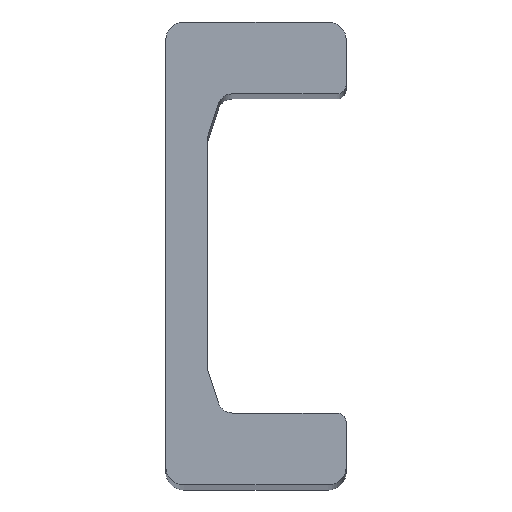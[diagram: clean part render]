
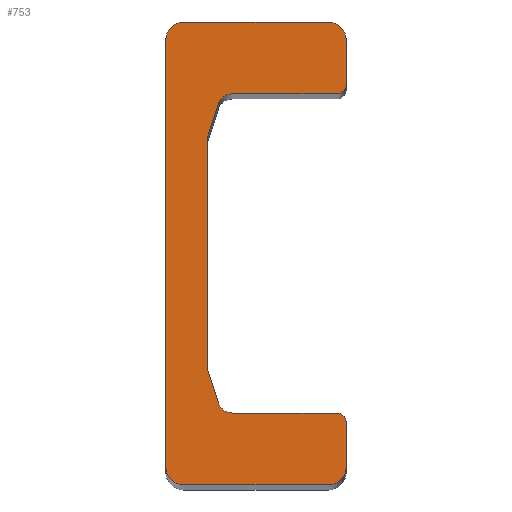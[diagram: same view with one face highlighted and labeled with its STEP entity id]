
A CAD part, top view. The second image highlights one B-rep face of the part: STEP entity #753.
In plain terms, the highlighted planar face has unit normal (0, 0, 1).
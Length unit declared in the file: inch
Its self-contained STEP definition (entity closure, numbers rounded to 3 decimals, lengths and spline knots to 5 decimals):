
#7 = DIRECTION ( 'NONE',  ( 1., 0., 0. ) ) ;
#14 = LINE ( 'NONE', #84, #684 ) ;
#17 = CARTESIAN_POINT ( 'NONE',  ( 1.4685, -2.85827, 0. ) ) ;
#22 = EDGE_CURVE ( 'NONE', #44, #304, #407, .T. ) ;
#33 = CARTESIAN_POINT ( 'NONE',  ( 0.18519, 2.13386, 0. ) ) ;
#34 = CARTESIAN_POINT ( 'NONE',  ( 1.58661, 2.13386, 0. ) ) ;
#36 = LINE ( 'NONE', #721, #683 ) ;
#44 = VERTEX_POINT ( 'NONE', #249 ) ;
#56 = ORIENTED_EDGE ( 'NONE', *, *, #1013, .T. ) ;
#69 = ORIENTED_EDGE ( 'NONE', *, *, #163, .T. ) ;
#73 = EDGE_CURVE ( 'NONE', #129, #547, #14, .T. ) ;
#84 = CARTESIAN_POINT ( 'NONE',  ( 1.4685, -3.09449, 0. ) ) ;
#88 = DIRECTION ( 'NONE',  ( 0., 0., -1. ) ) ;
#93 = DIRECTION ( 'NONE',  ( -1., 0., 0. ) ) ;
#94 = CARTESIAN_POINT ( 'NONE',  ( 1.4685, 3.09449, 0. ) ) ;
#102 = DIRECTION ( 'NONE',  ( 0., 0., 1. ) ) ;
#128 = ORIENTED_EDGE ( 'NONE', *, *, #354, .T. ) ;
#129 = VERTEX_POINT ( 'NONE', #738 ) ;
#138 = CARTESIAN_POINT ( 'NONE',  ( -0.70472, 2.85827, 0. ) ) ;
#151 = VECTOR ( 'NONE', #943, 39.37008 ) ;
#154 = AXIS2_PLACEMENT_3D ( 'NONE', #626, #949, #554 ) ;
#155 = AXIS2_PLACEMENT_3D ( 'NONE', #765, #88, #1099 ) ;
#163 = EDGE_CURVE ( 'NONE', #650, #484, #36, .T. ) ;
#166 = CARTESIAN_POINT ( 'NONE',  ( 1.58661, -2.13386, 0. ) ) ;
#169 = CIRCLE ( 'NONE', #154, 0.11811 ) ;
#179 = DIRECTION ( 'NONE',  ( 1., 0., 0. ) ) ;
#181 = CARTESIAN_POINT ( 'NONE',  ( 1.70472, 2.85827, 0. ) ) ;
#182 = CARTESIAN_POINT ( 'NONE',  ( 0.18519, -2.13386, 0. ) ) ;
#188 = CARTESIAN_POINT ( 'NONE',  ( -0.15354, -1.54331, 0. ) ) ;
#193 = EDGE_CURVE ( 'NONE', #960, #992, #953, .T. ) ;
#199 = CARTESIAN_POINT ( 'NONE',  ( -0.4685, 3.09449, 0. ) ) ;
#203 = AXIS2_PLACEMENT_3D ( 'NONE', #380, #102, #417 ) ;
#216 = CARTESIAN_POINT ( 'NONE',  ( 1.4685, -3.09449, 0. ) ) ;
#228 = EDGE_CURVE ( 'NONE', #1075, #649, #793, .T. ) ;
#232 = VERTEX_POINT ( 'NONE', #34 ) ;
#239 = VECTOR ( 'NONE', #93, 39.37008 ) ;
#248 = CARTESIAN_POINT ( 'NONE',  ( -0.00156, -1.99926, 0. ) ) ;
#249 = CARTESIAN_POINT ( 'NONE',  ( -0.15354, -1.54331, 0. ) ) ;
#258 = LINE ( 'NONE', #1022, #151 ) ;
#267 = EDGE_CURVE ( 'NONE', #808, #1075, #979, .T. ) ;
#284 = CARTESIAN_POINT ( 'NONE',  ( 0.18519, 1.93701, 0. ) ) ;
#289 = ORIENTED_EDGE ( 'NONE', *, *, #193, .T. ) ;
#290 = CARTESIAN_POINT ( 'NONE',  ( 0.18519, -1.93701, 0. ) ) ;
#295 = EDGE_CURVE ( 'NONE', #484, #563, #847, .T. ) ;
#302 = VECTOR ( 'NONE', #1058, 39.37008 ) ;
#303 = DIRECTION ( 'NONE',  ( 0., 0., 1. ) ) ;
#304 = VERTEX_POINT ( 'NONE', #932 ) ;
#316 = CIRCLE ( 'NONE', #935, 0.23622 ) ;
#329 = CARTESIAN_POINT ( 'NONE',  ( -0.15354, 1.54331, 0. ) ) ;
#352 = CARTESIAN_POINT ( 'NONE',  ( 1.70472, -2.25197, 0. ) ) ;
#354 = EDGE_CURVE ( 'NONE', #992, #44, #939, .T. ) ;
#357 = AXIS2_PLACEMENT_3D ( 'NONE', #600, #609, #7 ) ;
#362 = EDGE_CURVE ( 'NONE', #649, #129, #537, .T. ) ;
#378 = ORIENTED_EDGE ( 'NONE', *, *, #481, .T. ) ;
#380 = CARTESIAN_POINT ( 'NONE',  ( -0.4685, 2.85827, 0. ) ) ;
#381 = EDGE_CURVE ( 'NONE', #660, #808, #258, .T. ) ;
#395 = EDGE_LOOP ( 'NONE', ( #56, #872, #648, #740, #378, #1062, #473, #468, #708, #776, #930, #859, #69, #811, #576, #289, #128, #727 ) ) ;
#398 = LINE ( 'NONE', #529, #522 ) ;
#406 = CIRCLE ( 'NONE', #155, 0.19685 ) ;
#407 = LINE ( 'NONE', #1004, #693 ) ;
#410 = LINE ( 'NONE', #329, #995 ) ;
#414 = CARTESIAN_POINT ( 'NONE',  ( -0.00156, 1.99926, 0. ) ) ;
#417 = DIRECTION ( 'NONE',  ( -1., 0., 0. ) ) ;
#436 = DIRECTION ( 'NONE',  ( 0.316, 0.949, 0. ) ) ;
#447 = DIRECTION ( 'NONE',  ( 0., 1., 0. ) ) ;
#463 = VERTEX_POINT ( 'NONE', #414 ) ;
#468 = ORIENTED_EDGE ( 'NONE', *, *, #267, .T. ) ;
#469 = DIRECTION ( 'NONE',  ( 1., 0., 0. ) ) ;
#473 = ORIENTED_EDGE ( 'NONE', *, *, #381, .T. ) ;
#481 = EDGE_CURVE ( 'NONE', #730, #737, #707, .T. ) ;
#484 = VERTEX_POINT ( 'NONE', #352 ) ;
#485 = AXIS2_PLACEMENT_3D ( 'NONE', #290, #1054, #646 ) ;
#522 = VECTOR ( 'NONE', #762, 39.37008 ) ;
#527 = DIRECTION ( 'NONE',  ( 0., 0., 1. ) ) ;
#528 = DIRECTION ( 'NONE',  ( -0.316, 0.949, 0. ) ) ;
#529 = CARTESIAN_POINT ( 'NONE',  ( 1.58661, 2.13386, 0. ) ) ;
#537 = CIRCLE ( 'NONE', #631, 0.23622 ) ;
#543 = FACE_OUTER_BOUND ( 'NONE', #395, .T. ) ;
#547 = VERTEX_POINT ( 'NONE', #216 ) ;
#554 = DIRECTION ( 'NONE',  ( -1., 0., 0. ) ) ;
#563 = VERTEX_POINT ( 'NONE', #977 ) ;
#574 = CIRCLE ( 'NONE', #976, 0.23622 ) ;
#576 = ORIENTED_EDGE ( 'NONE', *, *, #895, .T. ) ;
#598 = EDGE_CURVE ( 'NONE', #737, #660, #316, .T. ) ;
#600 = CARTESIAN_POINT ( 'NONE',  ( 1.58661, -2.25197, 0. ) ) ;
#609 = DIRECTION ( 'NONE',  ( 0., 0., 1. ) ) ;
#618 = CARTESIAN_POINT ( 'NONE',  ( -0.4685, -2.85827, 0. ) ) ;
#626 = CARTESIAN_POINT ( 'NONE',  ( 1.58661, 2.25197, 0. ) ) ;
#631 = AXIS2_PLACEMENT_3D ( 'NONE', #618, #853, #179 ) ;
#646 = DIRECTION ( 'NONE',  ( -1., 0., 0. ) ) ;
#648 = ORIENTED_EDGE ( 'NONE', *, *, #681, .T. ) ;
#649 = VERTEX_POINT ( 'NONE', #987 ) ;
#650 = VERTEX_POINT ( 'NONE', #905 ) ;
#660 = VERTEX_POINT ( 'NONE', #94 ) ;
#667 = CARTESIAN_POINT ( 'NONE',  ( 1.70472, 2.85827, 0. ) ) ;
#681 = EDGE_CURVE ( 'NONE', #810, #232, #398, .T. ) ;
#683 = VECTOR ( 'NONE', #710, 39.37008 ) ;
#684 = VECTOR ( 'NONE', #916, 39.37008 ) ;
#693 = VECTOR ( 'NONE', #764, 39.37008 ) ;
#707 = LINE ( 'NONE', #181, #903 ) ;
#708 = ORIENTED_EDGE ( 'NONE', *, *, #228, .T. ) ;
#710 = DIRECTION ( 'NONE',  ( 0., 1., 0. ) ) ;
#721 = CARTESIAN_POINT ( 'NONE',  ( 1.70472, -2.85827, 0. ) ) ;
#727 = ORIENTED_EDGE ( 'NONE', *, *, #22, .T. ) ;
#730 = VERTEX_POINT ( 'NONE', #741 ) ;
#737 = VERTEX_POINT ( 'NONE', #667 ) ;
#738 = CARTESIAN_POINT ( 'NONE',  ( -0.4685, -3.09449, 0. ) ) ;
#740 = ORIENTED_EDGE ( 'NONE', *, *, #772, .T. ) ;
#741 = CARTESIAN_POINT ( 'NONE',  ( 1.70472, 2.25197, 0. ) ) ;
#753 = ADVANCED_FACE ( 'NONE', ( #543 ), #944, .T. ) ;
#760 = AXIS2_PLACEMENT_3D ( 'NONE', #284, #1037, #469 ) ;
#762 = DIRECTION ( 'NONE',  ( 1., 0., 0. ) ) ;
#764 = DIRECTION ( 'NONE',  ( 0., 1., 0. ) ) ;
#765 = CARTESIAN_POINT ( 'NONE',  ( 0.18519, 1.93701, 0. ) ) ;
#772 = EDGE_CURVE ( 'NONE', #232, #730, #169, .T. ) ;
#776 = ORIENTED_EDGE ( 'NONE', *, *, #362, .T. ) ;
#793 = LINE ( 'NONE', #138, #302 ) ;
#808 = VERTEX_POINT ( 'NONE', #199 ) ;
#810 = VERTEX_POINT ( 'NONE', #33 ) ;
#811 = ORIENTED_EDGE ( 'NONE', *, *, #295, .T. ) ;
#833 = LINE ( 'NONE', #166, #239 ) ;
#847 = CIRCLE ( 'NONE', #357, 0.11811 ) ;
#852 = DIRECTION ( 'NONE',  ( -1., 0., 0. ) ) ;
#853 = DIRECTION ( 'NONE',  ( 0., 0., 1. ) ) ;
#859 = ORIENTED_EDGE ( 'NONE', *, *, #1021, .T. ) ;
#872 = ORIENTED_EDGE ( 'NONE', *, *, #902, .T. ) ;
#877 = DIRECTION ( 'NONE',  ( 1., 0., 0. ) ) ;
#895 = EDGE_CURVE ( 'NONE', #563, #960, #833, .T. ) ;
#902 = EDGE_CURVE ( 'NONE', #463, #810, #406, .T. ) ;
#903 = VECTOR ( 'NONE', #447, 39.37008 ) ;
#905 = CARTESIAN_POINT ( 'NONE',  ( 1.70472, -2.85827, 0. ) ) ;
#916 = DIRECTION ( 'NONE',  ( 1., 0., 0. ) ) ;
#930 = ORIENTED_EDGE ( 'NONE', *, *, #73, .T. ) ;
#932 = CARTESIAN_POINT ( 'NONE',  ( -0.15354, 1.54331, 0. ) ) ;
#935 = AXIS2_PLACEMENT_3D ( 'NONE', #959, #303, #877 ) ;
#939 = LINE ( 'NONE', #188, #1069 ) ;
#943 = DIRECTION ( 'NONE',  ( -1., 0., 0. ) ) ;
#944 = PLANE ( 'NONE',  #760 ) ;
#949 = DIRECTION ( 'NONE',  ( 0., 0., 1. ) ) ;
#953 = CIRCLE ( 'NONE', #485, 0.19685 ) ;
#959 = CARTESIAN_POINT ( 'NONE',  ( 1.4685, 2.85827, 0. ) ) ;
#960 = VERTEX_POINT ( 'NONE', #182 ) ;
#976 = AXIS2_PLACEMENT_3D ( 'NONE', #17, #527, #852 ) ;
#977 = CARTESIAN_POINT ( 'NONE',  ( 1.58661, -2.13386, 0. ) ) ;
#979 = CIRCLE ( 'NONE', #203, 0.23622 ) ;
#987 = CARTESIAN_POINT ( 'NONE',  ( -0.70472, -2.85827, 0. ) ) ;
#992 = VERTEX_POINT ( 'NONE', #248 ) ;
#995 = VECTOR ( 'NONE', #436, 39.37008 ) ;
#1004 = CARTESIAN_POINT ( 'NONE',  ( -0.15354, 1.54331, 0. ) ) ;
#1013 = EDGE_CURVE ( 'NONE', #304, #463, #410, .T. ) ;
#1021 = EDGE_CURVE ( 'NONE', #547, #650, #574, .T. ) ;
#1022 = CARTESIAN_POINT ( 'NONE',  ( 1.4685, 3.09449, 0. ) ) ;
#1037 = DIRECTION ( 'NONE',  ( 0., 0., 1. ) ) ;
#1054 = DIRECTION ( 'NONE',  ( 0., 0., -1. ) ) ;
#1058 = DIRECTION ( 'NONE',  ( 0., -1., 0. ) ) ;
#1062 = ORIENTED_EDGE ( 'NONE', *, *, #598, .T. ) ;
#1069 = VECTOR ( 'NONE', #528, 39.37008 ) ;
#1075 = VERTEX_POINT ( 'NONE', #1090 ) ;
#1090 = CARTESIAN_POINT ( 'NONE',  ( -0.70472, 2.85827, 0. ) ) ;
#1099 = DIRECTION ( 'NONE',  ( 1., 0., 0. ) ) ;
